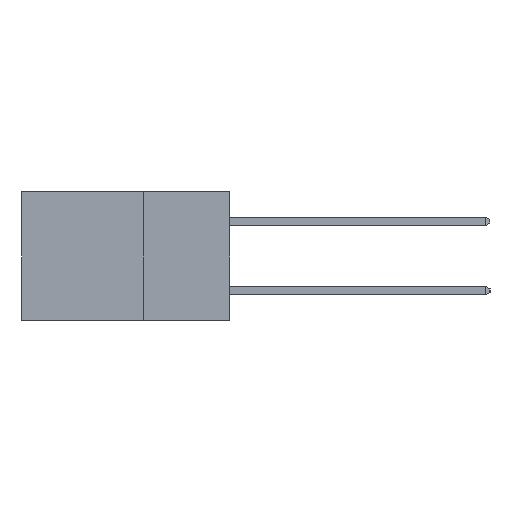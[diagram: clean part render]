
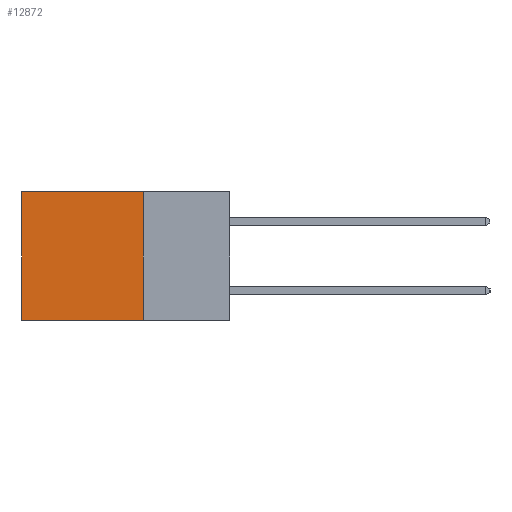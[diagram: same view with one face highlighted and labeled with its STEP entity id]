
A CAD part, left-side view. The second image highlights one B-rep face of the part: STEP entity #12872.
In plain terms, the highlighted planar face has unit normal (-1, 0, 0).
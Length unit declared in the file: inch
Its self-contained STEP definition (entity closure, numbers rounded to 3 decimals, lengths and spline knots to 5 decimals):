
#86 = ORIENTED_EDGE ( 'NONE', *, *, #11861, .T. ) ;
#134 = VERTEX_POINT ( 'NONE', #12271 ) ;
#363 = CARTESIAN_POINT ( 'NONE',  ( 0.2615, 0.25, -0.37 ) ) ;
#1149 = CARTESIAN_POINT ( 'NONE',  ( 0.2615, 0.6, -0.37 ) ) ;
#1617 = LINE ( 'NONE', #2766, #20833 ) ;
#2766 = CARTESIAN_POINT ( 'NONE',  ( 0.2615, 0.25, 0. ) ) ;
#3376 = LINE ( 'NONE', #14196, #18511 ) ;
#3500 = CARTESIAN_POINT ( 'NONE',  ( 0.2615, 0.6, 0. ) ) ;
#3681 = VECTOR ( 'NONE', #4897, 39.37008 ) ;
#4308 = LINE ( 'NONE', #8917, #3681 ) ;
#4897 = DIRECTION ( 'NONE',  ( 0., 0., -1. ) ) ;
#5589 = VERTEX_POINT ( 'NONE', #14254 ) ;
#5731 = CARTESIAN_POINT ( 'NONE',  ( 0.2615, 0.25, -0.37 ) ) ;
#7640 = ORIENTED_EDGE ( 'NONE', *, *, #9101, .F. ) ;
#7717 = DIRECTION ( 'NONE',  ( 1., 0., 0. ) ) ;
#8565 = LINE ( 'NONE', #363, #13706 ) ;
#8917 = CARTESIAN_POINT ( 'NONE',  ( 0.2615, 0.6, -0.37 ) ) ;
#9101 = EDGE_CURVE ( 'NONE', #5589, #17036, #3376, .T. ) ;
#9290 = EDGE_CURVE ( 'NONE', #17598, #17036, #4308, .T. ) ;
#10312 = EDGE_LOOP ( 'NONE', ( #21292, #7640, #19502, #86 ) ) ;
#10429 = AXIS2_PLACEMENT_3D ( 'NONE', #5731, #7717, #21402 ) ;
#11861 = EDGE_CURVE ( 'NONE', #134, #17598, #1617, .T. ) ;
#12271 = CARTESIAN_POINT ( 'NONE',  ( 0.2615, 0.25, 0. ) ) ;
#12334 = DIRECTION ( 'NONE',  ( 0., 0., -1. ) ) ;
#12872 = ADVANCED_FACE ( 'NONE', ( #21607 ), #19449, .F. ) ;
#13706 = VECTOR ( 'NONE', #12334, 39.37008 ) ;
#14196 = CARTESIAN_POINT ( 'NONE',  ( 0.2615, 0.25, -0.37 ) ) ;
#14254 = CARTESIAN_POINT ( 'NONE',  ( 0.2615, 0.25, -0.37 ) ) ;
#16187 = DIRECTION ( 'NONE',  ( 0., 1., 0. ) ) ;
#16779 = EDGE_CURVE ( 'NONE', #134, #5589, #8565, .T. ) ;
#17036 = VERTEX_POINT ( 'NONE', #1149 ) ;
#17598 = VERTEX_POINT ( 'NONE', #3500 ) ;
#18511 = VECTOR ( 'NONE', #16187, 39.37008 ) ;
#19449 = PLANE ( 'NONE',  #10429 ) ;
#19502 = ORIENTED_EDGE ( 'NONE', *, *, #16779, .F. ) ;
#20833 = VECTOR ( 'NONE', #24318, 39.37008 ) ;
#21292 = ORIENTED_EDGE ( 'NONE', *, *, #9290, .T. ) ;
#21402 = DIRECTION ( 'NONE',  ( 0., 0., -1. ) ) ;
#21607 = FACE_OUTER_BOUND ( 'NONE', #10312, .T. ) ;
#24318 = DIRECTION ( 'NONE',  ( 0., 1., 0. ) ) ;
